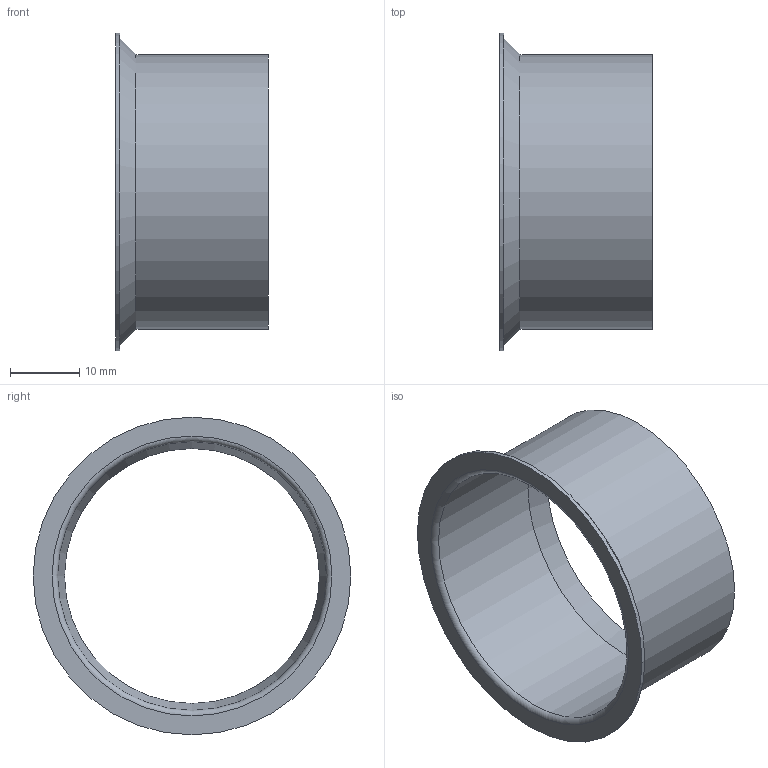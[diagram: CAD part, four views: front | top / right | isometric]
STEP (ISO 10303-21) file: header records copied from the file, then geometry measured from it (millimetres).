
FILE_DESCRIPTION(('FreeCAD Model'),'2;1');
FILE_NAME('ST165 Front Control Arm Mould - Top Rev2.stp','2017-11-12T09:19:12',(''),(''), 'Open CASCADE STEP processor 6.7','FreeCAD','Unknown');
FILE_SCHEMA(('AUTOMOTIVE_DESIGN_CC2 { 1 2 10303 214 -1 1 5 4 }'));
Length unit declared in the file: millimetre
Products named in the file (2): ASSEMBLY; Fillet
Assembly tree (1 placements, depth 2):
  ASSEMBLY
    Fillet
Bounding box: 22.1 x 46 x 46 mm (x, y, z)
Volume: 1864 mm3; surface area: 6339.6 mm2
Topology: 1 solids, 1 shells, 9 faces, 15 edges, 9 vertices
Faces by surface type: cylinder 3, plane 3, cone 2, torus 1
Full cylindrical faces by diameter (mm): 38.92 x1, 39.72 x1, 46 x1
Entity records: 451 total; most frequent: DIRECTION 75, CARTESIAN_POINT 67, ORIENTED_EDGE 30, PCURVE 30, DEFINITIONAL_REPRESENTATION 30, LINE 27, VECTOR 27, AXIS2_PLACEMENT_3D 21
